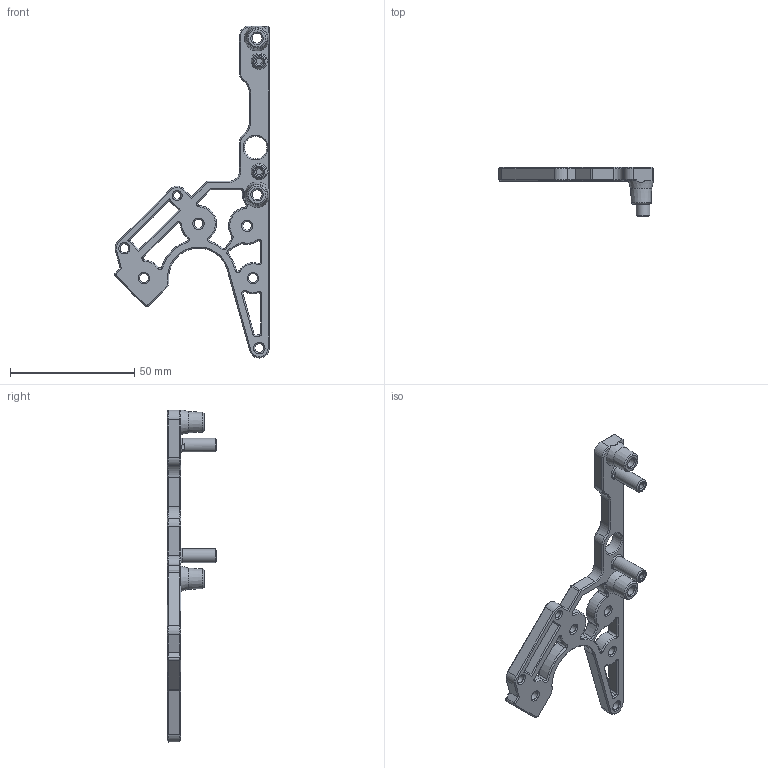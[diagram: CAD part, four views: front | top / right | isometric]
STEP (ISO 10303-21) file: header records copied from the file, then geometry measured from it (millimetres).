
FILE_DESCRIPTION(/* description */ (''),/* implementation_level */ '2;1');
FILE_NAME(/* name */ 'MOTORMOUNT_DISTANCE_LEFT_V01.step',/* time_stamp */ '2023-01-15T01:54:49+01:00',/* author */ (''),/* organization */ (''),/* preprocessor_version */ 'ST-DEVELOPER v19.2',/* originating_system */ 'Autodesk Translation Framework v11.17.0.187',/* authorisation */ '');
FILE_SCHEMA (('AUTOMOTIVE_DESIGN { 1 0 10303 214 3 1 1 }'));
Length unit declared in the file: millimetre
Products named in the file (1): MOTORMOUNT_DISTANCE_LEFT_V01_PR
Bounding box: 62.19 x 20 x 133.6 mm (x, y, z)
Volume: 13121.2 mm3; surface area: 9687.7 mm2
Topology: 1 solids, 1 shells, 282 faces, 689 edges, 408 vertices
Faces by surface type: cone 130, plane 88, cylinder 64
Full cylindrical faces by diameter (mm): 2.5 x2, 3 x1, 3.5 x2, 3.6 x4, 4 x3, 5.5 x2, 9 x1
Entity records: 8320 total; most frequent: DIRECTION 1545, CARTESIAN_POINT 1423, ORIENTED_EDGE 1378, EDGE_CURVE 689, AXIS2_PLACEMENT_3D 584, VERTEX_POINT 408, LINE 377, VECTOR 377
